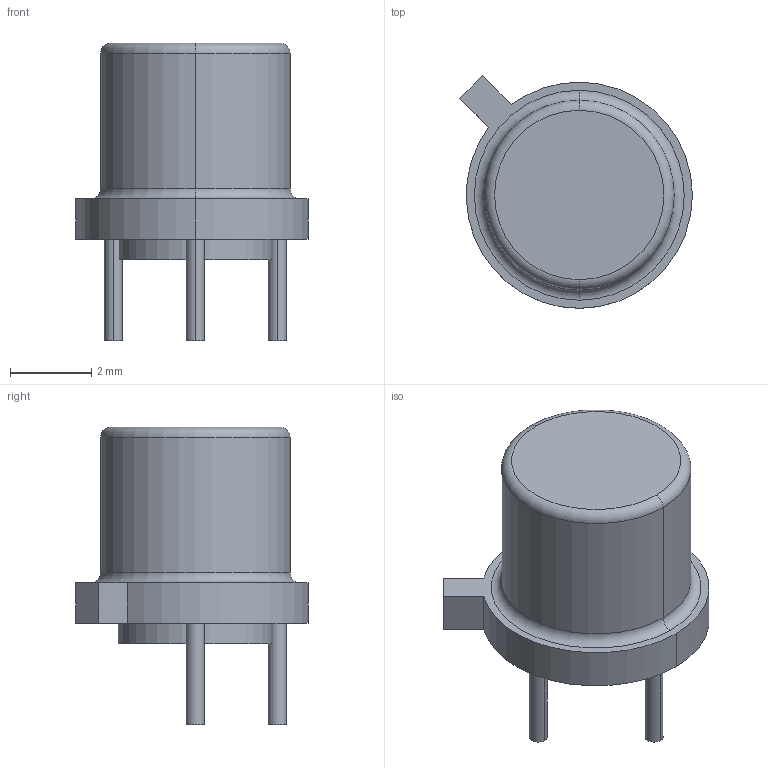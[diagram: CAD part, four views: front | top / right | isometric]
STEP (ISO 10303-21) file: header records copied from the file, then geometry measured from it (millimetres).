
FILE_DESCRIPTION (( 'STEP AP214' ), '1' );
FILE_NAME ( 'TO202P557H533-3.STEP', '2021-05-08T15:25:31', ( '' ), ( '' ), '', '©2017 PCB Libraries, Inc.', '' );
FILE_SCHEMA (( 'AUTOMOTIVE_DESIGN' ));
Length unit declared in the file: millimetre
Products named in the file (1): TO202P557H533-3
Bounding box: 5.74 x 5.74 x 7.33 mm (x, y, z)
Volume: 97.8 mm3; surface area: 140.4 mm2
Topology: 4 solids, 4 shells, 30 faces, 56 edges, 36 vertices
Faces by surface type: plane 13, cylinder 13, torus 4
Entity records: 908 total; most frequent: DIRECTION 152, CARTESIAN_POINT 123, ORIENTED_EDGE 112, AXIS2_PLACEMENT_3D 65, EDGE_CURVE 56, VERTEX_POINT 36, STYLED_ITEM 35, PRESENTATION_LAYER_ASSIGNMENT 35
